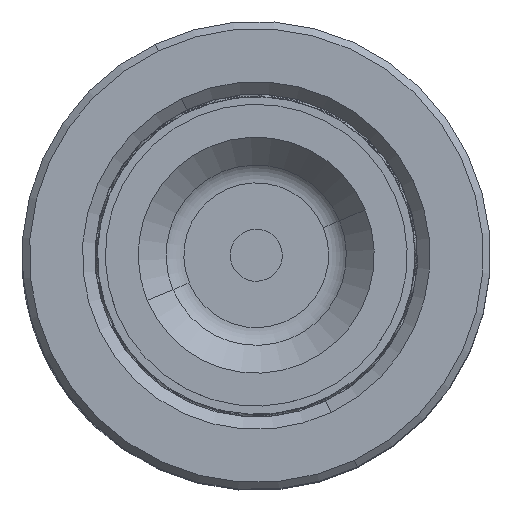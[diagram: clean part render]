
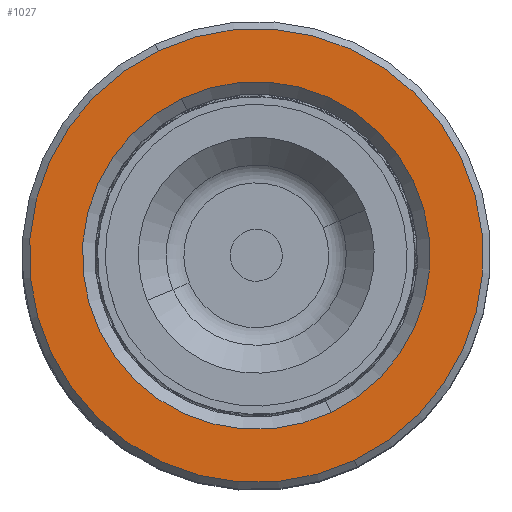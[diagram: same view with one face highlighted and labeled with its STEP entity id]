
A CAD part, top view. The second image highlights one B-rep face of the part: STEP entity #1027.
In plain terms, the highlighted planar face has unit normal (0, 0, 1).
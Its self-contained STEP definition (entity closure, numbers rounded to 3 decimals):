
#199 = FACE_BOUND ( 'NONE', #14643, .T. ) ;
#1027 = ADVANCED_FACE ( 'NONE', ( #6300, #199 ), #10467, .T. ) ;
#1153 = AXIS2_PLACEMENT_3D ( 'NONE', #32774, #15936, #39343 ) ;
#1672 = DIRECTION ( 'NONE',  ( 1., 0., 0. ) ) ;
#2822 = DIRECTION ( 'NONE',  ( 0., 0., -1. ) ) ;
#4696 = VERTEX_POINT ( 'NONE', #37703 ) ;
#5578 = CIRCLE ( 'NONE', #30042, 21.8 ) ;
#5681 = EDGE_CURVE ( 'NONE', #41230, #38904, #8814, .T. ) ;
#5682 = EDGE_CURVE ( 'NONE', #4696, #13180, #20004, .T. ) ;
#6300 = FACE_OUTER_BOUND ( 'NONE', #32641, .T. ) ;
#6913 = ORIENTED_EDGE ( 'NONE', *, *, #28205, .T. ) ;
#6940 = CARTESIAN_POINT ( 'NONE',  ( -16.7, 0., 50. ) ) ;
#8026 = ORIENTED_EDGE ( 'NONE', *, *, #5682, .T. ) ;
#8814 = CIRCLE ( 'NONE', #33254, 16.7 ) ;
#10467 = PLANE ( 'NONE',  #31837 ) ;
#11719 = CARTESIAN_POINT ( 'NONE',  ( 0., 0., 50. ) ) ;
#12873 = CARTESIAN_POINT ( 'NONE',  ( 0., 0., 50. ) ) ;
#13180 = VERTEX_POINT ( 'NONE', #40130 ) ;
#13452 = CARTESIAN_POINT ( 'NONE',  ( 16.7, 0., 50. ) ) ;
#13525 = CARTESIAN_POINT ( 'NONE',  ( 0., 0., 50. ) ) ;
#14507 = AXIS2_PLACEMENT_3D ( 'NONE', #11719, #37790, #1672 ) ;
#14643 = EDGE_LOOP ( 'NONE', ( #36840, #6913 ) ) ;
#15936 = DIRECTION ( 'NONE',  ( 0., 0., 1. ) ) ;
#18991 = DIRECTION ( 'NONE',  ( 1., 0., 0. ) ) ;
#19904 = CARTESIAN_POINT ( 'NONE',  ( 0., 0., 50. ) ) ;
#20004 = CIRCLE ( 'NONE', #1153, 21.8 ) ;
#21478 = CIRCLE ( 'NONE', #14507, 16.7 ) ;
#23805 = DIRECTION ( 'NONE',  ( 1., 0., 0. ) ) ;
#26256 = DIRECTION ( 'NONE',  ( 0., 0., 1. ) ) ;
#28205 = EDGE_CURVE ( 'NONE', #38904, #41230, #21478, .T. ) ;
#29753 = DIRECTION ( 'NONE',  ( 1., 0., 0. ) ) ;
#30042 = AXIS2_PLACEMENT_3D ( 'NONE', #19904, #26256, #29753 ) ;
#31837 = AXIS2_PLACEMENT_3D ( 'NONE', #13525, #37168, #23805 ) ;
#32641 = EDGE_LOOP ( 'NONE', ( #8026, #32775 ) ) ;
#32774 = CARTESIAN_POINT ( 'NONE',  ( 0., 0., 50. ) ) ;
#32775 = ORIENTED_EDGE ( 'NONE', *, *, #34638, .T. ) ;
#33254 = AXIS2_PLACEMENT_3D ( 'NONE', #12873, #2822, #18991 ) ;
#34638 = EDGE_CURVE ( 'NONE', #13180, #4696, #5578, .T. ) ;
#36840 = ORIENTED_EDGE ( 'NONE', *, *, #5681, .T. ) ;
#37168 = DIRECTION ( 'NONE',  ( 0., 0., 1. ) ) ;
#37703 = CARTESIAN_POINT ( 'NONE',  ( -21.8, 0., 50. ) ) ;
#37790 = DIRECTION ( 'NONE',  ( 0., 0., -1. ) ) ;
#38904 = VERTEX_POINT ( 'NONE', #6940 ) ;
#39343 = DIRECTION ( 'NONE',  ( 1., 0., 0. ) ) ;
#40130 = CARTESIAN_POINT ( 'NONE',  ( 21.8, 0., 50. ) ) ;
#41230 = VERTEX_POINT ( 'NONE', #13452 ) ;
